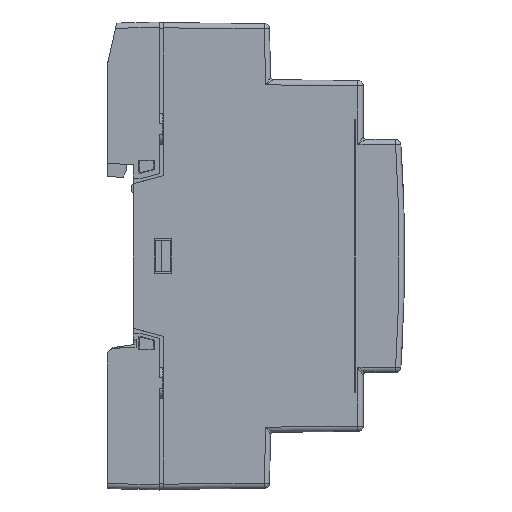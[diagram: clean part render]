
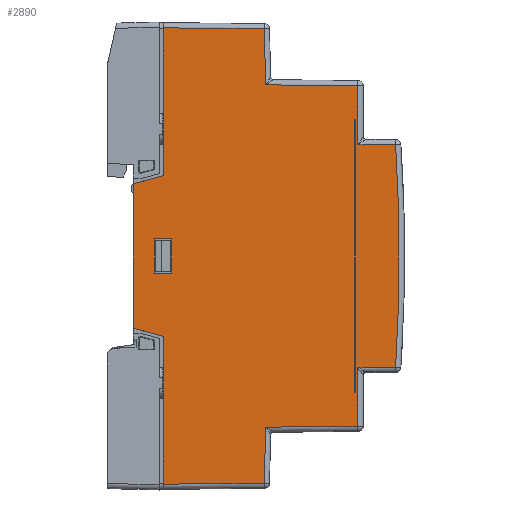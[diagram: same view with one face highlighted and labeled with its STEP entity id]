
A CAD part, left-side view. The second image highlights one B-rep face of the part: STEP entity #2890.
In plain terms, the highlighted planar face has unit normal (-1, 0, 0).
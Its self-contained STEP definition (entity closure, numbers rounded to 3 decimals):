
#399=FACE_BOUND('',#6511,.T.);
#400=FACE_BOUND('',#6512,.T.);
#401=FACE_BOUND('',#6513,.T.);
#1059=CIRCLE('',#30889,315.806);
#2890=ADVANCED_FACE('',(#399,#400,#401),#3874,.F.);
#3874=PLANE('',#31446);
#6511=EDGE_LOOP('',(#13933,#13934,#13935,#13936));
#6512=EDGE_LOOP('',(#13937,#13938,#13939,#13940,#13941,#13942,#13943,#13944,
#13945,#13946,#13947,#13948,#13949,#13950,#13951,#13952));
#6513=EDGE_LOOP('',(#13953,#13954,#13955,#13956));
#13933=ORIENTED_EDGE('',*,*,#22328,.F.);
#13934=ORIENTED_EDGE('',*,*,#22329,.F.);
#13935=ORIENTED_EDGE('',*,*,#22330,.F.);
#13936=ORIENTED_EDGE('',*,*,#22331,.F.);
#13937=ORIENTED_EDGE('',*,*,#21111,.F.);
#13938=ORIENTED_EDGE('',*,*,#21109,.F.);
#13939=ORIENTED_EDGE('',*,*,#21105,.F.);
#13940=ORIENTED_EDGE('',*,*,#21103,.F.);
#13941=ORIENTED_EDGE('',*,*,#21101,.F.);
#13942=ORIENTED_EDGE('',*,*,#21098,.F.);
#13943=ORIENTED_EDGE('',*,*,#21096,.F.);
#13944=ORIENTED_EDGE('',*,*,#22332,.F.);
#13945=ORIENTED_EDGE('',*,*,#22333,.F.);
#13946=ORIENTED_EDGE('',*,*,#21092,.F.);
#13947=ORIENTED_EDGE('',*,*,#22334,.F.);
#13948=ORIENTED_EDGE('',*,*,#21090,.F.);
#13949=ORIENTED_EDGE('',*,*,#22335,.F.);
#13950=ORIENTED_EDGE('',*,*,#21087,.F.);
#13951=ORIENTED_EDGE('',*,*,#22336,.F.);
#13952=ORIENTED_EDGE('',*,*,#22337,.F.);
#13953=ORIENTED_EDGE('',*,*,#22338,.F.);
#13954=ORIENTED_EDGE('',*,*,#22339,.F.);
#13955=ORIENTED_EDGE('',*,*,#22340,.F.);
#13956=ORIENTED_EDGE('',*,*,#22341,.F.);
#16884=VERTEX_POINT('',#51138);
#16885=VERTEX_POINT('',#51140);
#16886=VERTEX_POINT('',#51153);
#16887=VERTEX_POINT('',#51155);
#16888=VERTEX_POINT('',#51159);
#16889=VERTEX_POINT('',#51160);
#16890=VERTEX_POINT('',#51176);
#16891=VERTEX_POINT('',#51178);
#16892=VERTEX_POINT('',#51185);
#16893=VERTEX_POINT('',#51190);
#16894=VERTEX_POINT('',#51194);
#16895=VERTEX_POINT('',#51198);
#16896=VERTEX_POINT('',#51205);
#16897=VERTEX_POINT('',#51210);
#17675=VERTEX_POINT('',#54137);
#17676=VERTEX_POINT('',#54138);
#17677=VERTEX_POINT('',#54140);
#17678=VERTEX_POINT('',#54142);
#17679=VERTEX_POINT('',#54145);
#17680=VERTEX_POINT('',#54150);
#17681=VERTEX_POINT('',#54153);
#17682=VERTEX_POINT('',#54154);
#17683=VERTEX_POINT('',#54156);
#17684=VERTEX_POINT('',#54158);
#21087=EDGE_CURVE('',#16884,#16885,#25056,.T.);
#21090=EDGE_CURVE('',#16886,#16887,#1059,.T.);
#21092=EDGE_CURVE('',#16888,#16889,#25057,.T.);
#21096=EDGE_CURVE('',#16890,#16891,#25058,.T.);
#21098=EDGE_CURVE('',#16891,#16892,#25059,.T.);
#21101=EDGE_CURVE('',#16892,#16893,#25062,.T.);
#21103=EDGE_CURVE('',#16893,#16894,#25064,.T.);
#21105=EDGE_CURVE('',#16894,#16895,#25066,.T.);
#21109=EDGE_CURVE('',#16895,#16896,#25069,.T.);
#21111=EDGE_CURVE('',#16896,#16897,#25070,.T.);
#22328=EDGE_CURVE('',#17675,#17676,#26086,.T.);
#22329=EDGE_CURVE('',#17677,#17675,#26087,.T.);
#22330=EDGE_CURVE('',#17678,#17677,#26088,.T.);
#22331=EDGE_CURVE('',#17676,#17678,#26089,.T.);
#22332=EDGE_CURVE('',#17679,#16890,#26090,.T.);
#22333=EDGE_CURVE('',#16889,#17679,#26091,.T.);
#22334=EDGE_CURVE('',#16887,#16888,#26092,.T.);
#22335=EDGE_CURVE('',#16885,#16886,#26093,.T.);
#22336=EDGE_CURVE('',#17680,#16884,#26094,.T.);
#22337=EDGE_CURVE('',#16897,#17680,#26095,.T.);
#22338=EDGE_CURVE('',#17681,#17682,#26096,.T.);
#22339=EDGE_CURVE('',#17683,#17681,#26097,.T.);
#22340=EDGE_CURVE('',#17684,#17683,#26098,.T.);
#22341=EDGE_CURVE('',#17682,#17684,#26099,.T.);
#25056=LINE('',#51139,#28751);
#25057=LINE('',#51158,#28752);
#25058=LINE('',#51177,#28753);
#25059=LINE('',#51184,#28754);
#25062=LINE('',#51189,#28757);
#25064=LINE('',#51193,#28759);
#25066=LINE('',#51197,#28761);
#25069=LINE('',#51207,#28764);
#25070=LINE('',#51211,#28765);
#26086=LINE('',#54136,#29781);
#26087=LINE('',#54139,#29782);
#26088=LINE('',#54141,#29783);
#26089=LINE('',#54143,#29784);
#26090=LINE('',#54144,#29785);
#26091=LINE('',#54146,#29786);
#26092=LINE('',#54147,#29787);
#26093=LINE('',#54148,#29788);
#26094=LINE('',#54149,#29789);
#26095=LINE('',#54151,#29790);
#26096=LINE('',#54152,#29791);
#26097=LINE('',#54155,#29792);
#26098=LINE('',#54157,#29793);
#26099=LINE('',#54159,#29794);
#28751=VECTOR('',#35881,1.);
#28752=VECTOR('',#35892,1.);
#28753=VECTOR('',#35899,1.);
#28754=VECTOR('',#35902,1.);
#28757=VECTOR('',#35907,1.);
#28759=VECTOR('',#35911,1.);
#28761=VECTOR('',#35915,1.);
#28764=VECTOR('',#35920,1.);
#28765=VECTOR('',#35925,1.);
#29781=VECTOR('',#38029,1.);
#29782=VECTOR('',#38030,1.);
#29783=VECTOR('',#38031,1.);
#29784=VECTOR('',#38032,1.);
#29785=VECTOR('',#38033,1.);
#29786=VECTOR('',#38034,1.);
#29787=VECTOR('',#38035,1.);
#29788=VECTOR('',#38036,1.);
#29789=VECTOR('',#38037,1.);
#29790=VECTOR('',#38038,1.);
#29791=VECTOR('',#38039,1.);
#29792=VECTOR('',#38040,1.);
#29793=VECTOR('',#38041,1.);
#29794=VECTOR('',#38042,1.);
#30889=AXIS2_PLACEMENT_3D('',#51154,#35886,#35887);
#31446=AXIS2_PLACEMENT_3D('',#54160,#38043,#38044);
#35881=DIRECTION('',(0.,0.,-1.));
#35886=DIRECTION('',(1.,0.,0.));
#35887=DIRECTION('',(0.,-0.998,0.068));
#35892=DIRECTION('',(0.,0.,-1.));
#35899=DIRECTION('',(0.,1.,-0.009));
#35902=DIRECTION('',(0.,0.,1.));
#35907=DIRECTION('',(0.,0.966,0.259));
#35911=DIRECTION('',(0.,0.,1.));
#35915=DIRECTION('',(0.,-0.966,0.259));
#35920=DIRECTION('',(0.,0.,1.));
#35925=DIRECTION('',(0.,-1.,-0.009));
#38029=DIRECTION('',(0.,0.,1.));
#38030=DIRECTION('',(0.,-1.,0.));
#38031=DIRECTION('',(0.,0.,-1.));
#38032=DIRECTION('',(0.,1.,0.));
#38033=DIRECTION('',(0.,0.026,-1.));
#38034=DIRECTION('',(0.,1.,-0.009));
#38035=DIRECTION('',(0.,1.,-0.009));
#38036=DIRECTION('',(0.,-1.,-0.009));
#38037=DIRECTION('',(0.,-1.,-0.009));
#38038=DIRECTION('',(0.,-0.026,-1.));
#38039=DIRECTION('',(0.,1.,0.));
#38040=DIRECTION('',(0.,0.,1.));
#38041=DIRECTION('',(0.,-1.,0.));
#38042=DIRECTION('',(0.,0.,-1.));
#38043=DIRECTION('',(1.,0.,0.));
#38044=DIRECTION('',(0.,0.,-1.));
#51138=CARTESIAN_POINT('',(-36.,-43.3,32.851));
#51139=CARTESIAN_POINT('',(-36.,-43.3,-45.));
#51140=CARTESIAN_POINT('',(-36.,-43.3,21.509));
#51153=CARTESIAN_POINT('',(-36.,-50.571,21.445));
#51154=CARTESIAN_POINT('',(-36.,264.506,0.));
#51155=CARTESIAN_POINT('',(-36.,-50.571,-21.445));
#51158=CARTESIAN_POINT('',(-36.,-43.3,-45.));
#51159=CARTESIAN_POINT('',(-36.,-43.3,-21.509));
#51160=CARTESIAN_POINT('',(-36.,-43.3,-32.851));
#51176=CARTESIAN_POINT('',(-36.,-25.226,-43.83));
#51177=CARTESIAN_POINT('',(-36.,-25.226,-43.83));
#51178=CARTESIAN_POINT('',(-36.,-5.8,-44.));
#51184=CARTESIAN_POINT('',(-36.,-5.8,-45.));
#51185=CARTESIAN_POINT('',(-36.,-5.8,-15.5));
#51189=CARTESIAN_POINT('',(-36.,-5.8,-15.5));
#51190=CARTESIAN_POINT('',(-36.,0.,-13.946));
#51193=CARTESIAN_POINT('',(-36.,0.,-45.));
#51194=CARTESIAN_POINT('',(-36.,0.,13.946));
#51197=CARTESIAN_POINT('',(-36.,0.,13.946));
#51198=CARTESIAN_POINT('',(-36.,-5.8,15.5));
#51205=CARTESIAN_POINT('',(-36.,-5.8,44.));
#51207=CARTESIAN_POINT('',(-36.,-5.8,-45.));
#51210=CARTESIAN_POINT('',(-36.,-25.226,43.83));
#51211=CARTESIAN_POINT('',(-36.,-5.8,44.));
#54136=CARTESIAN_POINT('',(-36.,-42.8,-45.));
#54137=CARTESIAN_POINT('',(-36.,-42.8,-26.25));
#54138=CARTESIAN_POINT('',(-36.,-42.8,26.25));
#54139=CARTESIAN_POINT('',(-36.,-26.2,-26.25));
#54140=CARTESIAN_POINT('',(-36.,-42.6,-26.25));
#54141=CARTESIAN_POINT('',(-36.,-42.6,-45.));
#54142=CARTESIAN_POINT('',(-36.,-42.6,26.25));
#54143=CARTESIAN_POINT('',(-36.,-26.2,26.25));
#54144=CARTESIAN_POINT('',(-36.,-25.509,-33.006));
#54145=CARTESIAN_POINT('',(-36.,-25.509,-33.006));
#54146=CARTESIAN_POINT('',(-36.,-43.3,-32.851));
#54147=CARTESIAN_POINT('',(-36.,-50.571,-21.445));
#54148=CARTESIAN_POINT('',(-36.,-43.3,21.509));
#54149=CARTESIAN_POINT('',(-36.,-25.509,33.006));
#54150=CARTESIAN_POINT('',(-36.,-25.509,33.006));
#54151=CARTESIAN_POINT('',(-36.,-25.226,43.83));
#54152=CARTESIAN_POINT('',(-36.,-26.2,3.3));
#54153=CARTESIAN_POINT('',(-36.,-7.3,3.3));
#54154=CARTESIAN_POINT('',(-36.,-4.,3.3));
#54155=CARTESIAN_POINT('',(-36.,-7.3,-45.));
#54156=CARTESIAN_POINT('',(-36.,-7.3,-3.3));
#54157=CARTESIAN_POINT('',(-36.,-26.2,-3.3));
#54158=CARTESIAN_POINT('',(-36.,-4.,-3.3));
#54159=CARTESIAN_POINT('',(-36.,-4.,-45.));
#54160=CARTESIAN_POINT('',(-36.,-26.2,-45.));
